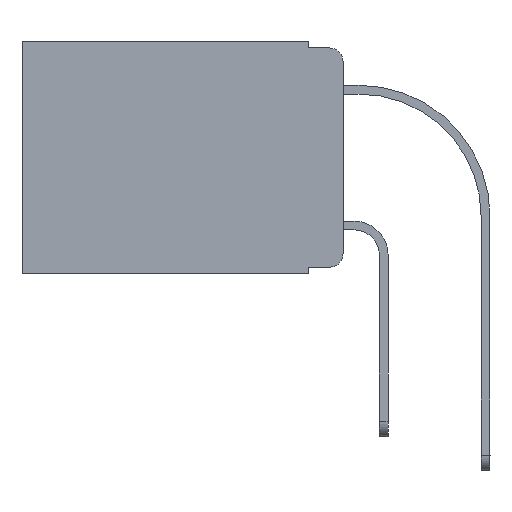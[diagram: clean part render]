
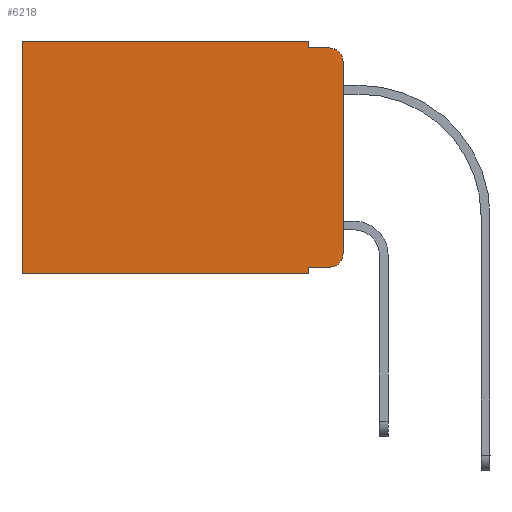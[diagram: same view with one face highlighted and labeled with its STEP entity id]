
A CAD part, left-side view. The second image highlights one B-rep face of the part: STEP entity #6218.
In plain terms, the highlighted planar face has unit normal (-1, 0, 0).
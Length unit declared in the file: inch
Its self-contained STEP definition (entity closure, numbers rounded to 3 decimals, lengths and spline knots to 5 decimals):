
#273 = EDGE_CURVE ( 'NONE', #7200, #18128, #14058, .T. ) ;
#606 = ORIENTED_EDGE ( 'NONE', *, *, #3191, .F. ) ;
#777 = PLANE ( 'NONE',  #15075 ) ;
#1442 = CARTESIAN_POINT ( 'NONE',  ( 0.298, 0.051, -0.01 ) ) ;
#1645 = VERTEX_POINT ( 'NONE', #6522 ) ;
#1948 = VERTEX_POINT ( 'NONE', #10169 ) ;
#3191 = EDGE_CURVE ( 'NONE', #8329, #3910, #15543, .T. ) ;
#3193 = CIRCLE ( 'NONE', #17346, 0.02 ) ;
#3597 = CARTESIAN_POINT ( 'NONE',  ( 0.298, 0.051, 0. ) ) ;
#3709 = EDGE_CURVE ( 'NONE', #1645, #11531, #5800, .T. ) ;
#3721 = VECTOR ( 'NONE', #15785, 39.37008 ) ;
#3731 = ORIENTED_EDGE ( 'NONE', *, *, #14543, .F. ) ;
#3910 = VERTEX_POINT ( 'NONE', #16259 ) ;
#3935 = EDGE_CURVE ( 'NONE', #13684, #18128, #17690, .T. ) ;
#4003 = DIRECTION ( 'NONE',  ( -1., 0., 0. ) ) ;
#4019 = ORIENTED_EDGE ( 'NONE', *, *, #16100, .T. ) ;
#4629 = CARTESIAN_POINT ( 'NONE',  ( 0.298, 0.02, -0.333 ) ) ;
#4655 = LINE ( 'NONE', #3597, #18447 ) ;
#4755 = DIRECTION ( 'NONE',  ( 0., 0., -1. ) ) ;
#4914 = DIRECTION ( 'NONE',  ( -1., 0., 0. ) ) ;
#5043 = DIRECTION ( 'NONE',  ( 0., 0., -1. ) ) ;
#5083 = DIRECTION ( 'NONE',  ( 0., 0., -1. ) ) ;
#5233 = ORIENTED_EDGE ( 'NONE', *, *, #5458, .F. ) ;
#5253 = VECTOR ( 'NONE', #12833, 39.37008 ) ;
#5269 = FACE_OUTER_BOUND ( 'NONE', #6804, .T. ) ;
#5435 = CARTESIAN_POINT ( 'NONE',  ( 0.298, 0., 0. ) ) ;
#5458 = EDGE_CURVE ( 'NONE', #1948, #1645, #4655, .T. ) ;
#5800 = LINE ( 'NONE', #9937, #3721 ) ;
#6083 = CARTESIAN_POINT ( 'NONE',  ( 0.298, 0.051, 0. ) ) ;
#6139 = VECTOR ( 'NONE', #5043, 39.37008 ) ;
#6218 = ADVANCED_FACE ( 'NONE', ( #5269 ), #777, .F. ) ;
#6348 = CARTESIAN_POINT ( 'NONE',  ( 0.298, 0.051, 0. ) ) ;
#6522 = CARTESIAN_POINT ( 'NONE',  ( 0.298, 0.051, -0.343 ) ) ;
#6804 = EDGE_LOOP ( 'NONE', ( #11009, #13953, #606, #3731, #18278, #4019, #10756, #5233, #16082, #11552 ) ) ;
#6952 = VECTOR ( 'NONE', #10063, 39.37008 ) ;
#7088 = CARTESIAN_POINT ( 'NONE',  ( 0.298, 0.473, 0. ) ) ;
#7200 = VERTEX_POINT ( 'NONE', #4629 ) ;
#7354 = VECTOR ( 'NONE', #12092, 39.37008 ) ;
#7474 = EDGE_CURVE ( 'NONE', #1948, #7200, #11759, .T. ) ;
#7992 = DIRECTION ( 'NONE',  ( 0., 1., 0. ) ) ;
#8329 = VERTEX_POINT ( 'NONE', #1442 ) ;
#8352 = VERTEX_POINT ( 'NONE', #10747 ) ;
#8367 = CARTESIAN_POINT ( 'NONE',  ( 0.298, 0.051, -0.01 ) ) ;
#9000 = EDGE_CURVE ( 'NONE', #13808, #8352, #10815, .T. ) ;
#9588 = EDGE_CURVE ( 'NONE', #13684, #3910, #3193, .T. ) ;
#9749 = DIRECTION ( 'NONE',  ( 0., 0., -1. ) ) ;
#9937 = CARTESIAN_POINT ( 'NONE',  ( 0.298, 0., -0.343 ) ) ;
#10063 = DIRECTION ( 'NONE',  ( 0., -1., 0. ) ) ;
#10169 = CARTESIAN_POINT ( 'NONE',  ( 0.298, 0.051, -0.333 ) ) ;
#10377 = DIRECTION ( 'NONE',  ( 0., 0., -1. ) ) ;
#10452 = CARTESIAN_POINT ( 'NONE',  ( 0.298, 0.051, -0.333 ) ) ;
#10747 = CARTESIAN_POINT ( 'NONE',  ( 0.298, 0.473, 0. ) ) ;
#10756 = ORIENTED_EDGE ( 'NONE', *, *, #3709, .F. ) ;
#10815 = LINE ( 'NONE', #5435, #16351 ) ;
#11009 = ORIENTED_EDGE ( 'NONE', *, *, #3935, .F. ) ;
#11048 = AXIS2_PLACEMENT_3D ( 'NONE', #17821, #4914, #10377 ) ;
#11200 = VECTOR ( 'NONE', #17522, 39.37008 ) ;
#11531 = VERTEX_POINT ( 'NONE', #16971 ) ;
#11552 = ORIENTED_EDGE ( 'NONE', *, *, #273, .T. ) ;
#11635 = CARTESIAN_POINT ( 'NONE',  ( 0.298, 0.02, -0.03 ) ) ;
#11759 = LINE ( 'NONE', #10452, #11200 ) ;
#12092 = DIRECTION ( 'NONE',  ( 0., 0., -1. ) ) ;
#12249 = CARTESIAN_POINT ( 'NONE',  ( 0.298, 0., 0. ) ) ;
#12632 = LINE ( 'NONE', #7088, #5253 ) ;
#12772 = CARTESIAN_POINT ( 'NONE',  ( 0.298, 0., -0.03 ) ) ;
#12833 = DIRECTION ( 'NONE',  ( 0., 0., -1. ) ) ;
#13494 = LINE ( 'NONE', #6348, #7354 ) ;
#13684 = VERTEX_POINT ( 'NONE', #12772 ) ;
#13808 = VERTEX_POINT ( 'NONE', #6083 ) ;
#13953 = ORIENTED_EDGE ( 'NONE', *, *, #9588, .T. ) ;
#14058 = CIRCLE ( 'NONE', #11048, 0.02 ) ;
#14543 = EDGE_CURVE ( 'NONE', #13808, #8329, #13494, .T. ) ;
#15075 = AXIS2_PLACEMENT_3D ( 'NONE', #12249, #18009, #5083 ) ;
#15543 = LINE ( 'NONE', #8367, #6952 ) ;
#15785 = DIRECTION ( 'NONE',  ( 0., 1., 0. ) ) ;
#16082 = ORIENTED_EDGE ( 'NONE', *, *, #7474, .T. ) ;
#16100 = EDGE_CURVE ( 'NONE', #8352, #11531, #12632, .T. ) ;
#16212 = CARTESIAN_POINT ( 'NONE',  ( 0.298, 0., -0.313 ) ) ;
#16259 = CARTESIAN_POINT ( 'NONE',  ( 0.298, 0.02, -0.01 ) ) ;
#16351 = VECTOR ( 'NONE', #7992, 39.37008 ) ;
#16971 = CARTESIAN_POINT ( 'NONE',  ( 0.298, 0.473, -0.343 ) ) ;
#17346 = AXIS2_PLACEMENT_3D ( 'NONE', #11635, #4003, #9749 ) ;
#17522 = DIRECTION ( 'NONE',  ( 0., -1., 0. ) ) ;
#17690 = LINE ( 'NONE', #17969, #6139 ) ;
#17821 = CARTESIAN_POINT ( 'NONE',  ( 0.298, 0.02, -0.313 ) ) ;
#17969 = CARTESIAN_POINT ( 'NONE',  ( 0.298, 0., 0. ) ) ;
#18009 = DIRECTION ( 'NONE',  ( 1., 0., 0. ) ) ;
#18128 = VERTEX_POINT ( 'NONE', #16212 ) ;
#18278 = ORIENTED_EDGE ( 'NONE', *, *, #9000, .T. ) ;
#18447 = VECTOR ( 'NONE', #4755, 39.37008 ) ;
